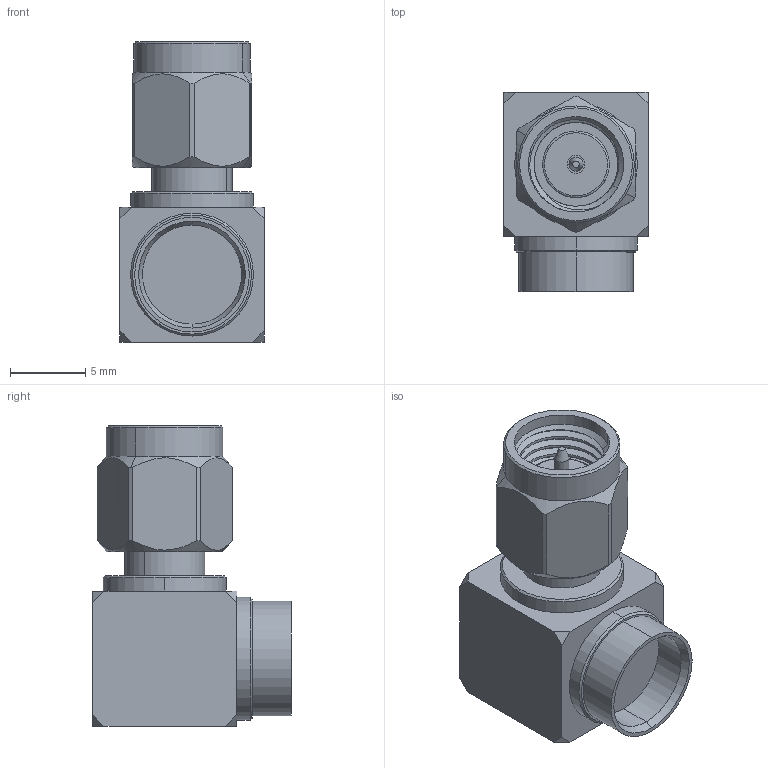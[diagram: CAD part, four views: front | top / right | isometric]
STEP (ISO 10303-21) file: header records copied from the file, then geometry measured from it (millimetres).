
FILE_DESCRIPTION (( 'STEP AP203' ), '1' );
FILE_NAME ('PE45434.step', '2018-11-28T16:01:29', ( '' ), ( '' ), 'SwSTEP 2.0', 'SolidWorks 2017', '' );
FILE_SCHEMA (( 'CONFIG_CONTROL_DESIGN' ));
Length unit declared in the file: inch
Products named in the file (1): PE45434
Bounding box: 9.6 x 13.24 x 20 mm (x, y, z)
Volume: 1331.5 mm3; surface area: 1220.8 mm2
Topology: 1 solids, 1 shells, 97 faces, 231 edges, 148 vertices
Faces by surface type: cylinder 43, plane 32, cone 17, bspline 5
Entity records: 4891 total; most frequent: CARTESIAN_POINT 2626, ORIENTED_EDGE 462, DIRECTION 447, EDGE_CURVE 231, AXIS2_PLACEMENT_3D 173, VERTEX_POINT 148, EDGE_LOOP 109, VECTOR 101
